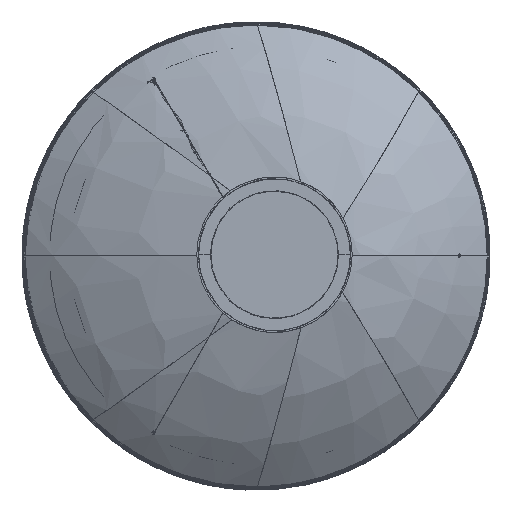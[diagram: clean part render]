
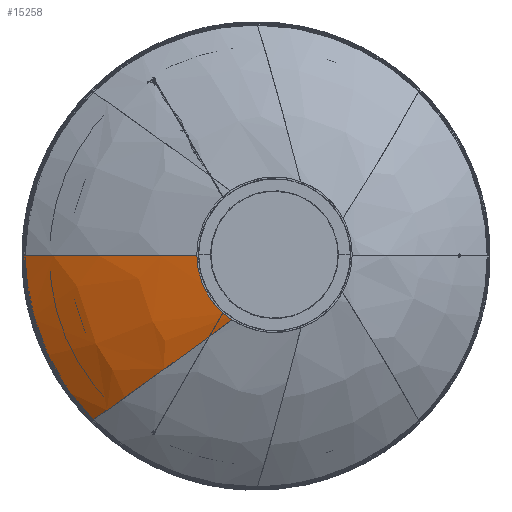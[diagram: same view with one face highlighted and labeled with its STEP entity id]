
A CAD part, top view. The second image highlights one B-rep face of the part: STEP entity #15258.
In plain terms, the highlighted free-form (B-spline) face has degree [5, 5] with [6, 6] control points.
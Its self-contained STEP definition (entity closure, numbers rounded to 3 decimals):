
#42=B_SPLINE_SURFACE_WITH_KNOTS('',5,5,((#79697,#79698,#79699,#79700,#79701,
#79702),(#79703,#79704,#79705,#79706,#79707,#79708),(#79709,#79710,#79711,
#79712,#79713,#79714),(#79715,#79716,#79717,#79718,#79719,#79720),(#79721,
#79722,#79723,#79724,#79725,#79726),(#79727,#79728,#79729,#79730,#79731,
#79732)),.UNSPECIFIED.,.F.,.F.,.F.,(6,6),(6,6),(0.,492.857),
(0.,302.324),.UNSPECIFIED.);
#15258=ADVANCED_FACE('',(#16159),#42,.T.);
#16159=FACE_OUTER_BOUND('',#17078,.T.);
#17078=EDGE_LOOP('',(#19633,#19634,#19635,#19636));
#19633=ORIENTED_EDGE('',*,*,#23872,.F.);
#19634=ORIENTED_EDGE('',*,*,#23873,.F.);
#19635=ORIENTED_EDGE('',*,*,#23874,.F.);
#19636=ORIENTED_EDGE('',*,*,#23871,.F.);
#23871=EDGE_CURVE('',#31631,#31632,#27065,.T.);
#23872=EDGE_CURVE('',#31633,#31631,#27066,.T.);
#23873=EDGE_CURVE('',#31634,#31633,#27067,.T.);
#23874=EDGE_CURVE('',#31632,#31634,#27068,.T.);
#27065=B_SPLINE_CURVE_WITH_KNOTS('',3,(#79737,#79738,#79739,#79740,#79741,
#79742,#79743,#79744,#79745,#79746,#79747,#79748,#79749,#79750,#79751,#79752,
#79753,#79754,#79755,#79756,#79757,#79758,#79759,#79760,#79761,#79762,#79763,
#79764,#79765,#79766,#79767,#79768),.UNSPECIFIED.,.F.,.F.,(4,2,2,2,2,2,
2,1,2,2,1,2,2,2,2,2,4),(-479.745,-419.777,-359.809,
-299.841,-269.857,-254.865,-247.369,
-245.495,-244.558,-244.089,-243.621,
-239.873,-209.888,-179.904,-119.936,
-59.968,0.),.UNSPECIFIED.);
#27066=B_SPLINE_CURVE_WITH_KNOTS('',3,(#79769,#79770,#79771,#79772,#79773,
#79774,#79775,#79776,#79777,#79778,#79779,#79780,#79781,#79782,#79783,#79784,
#79785,#79786),.UNSPECIFIED.,.F.,.F.,(4,2,2,2,2,2,2,2,4),(-296.29,
-287.031,-277.772,-259.253,-222.217,
-148.145,-111.109,-74.072,0.),.UNSPECIFIED.);
#27067=B_SPLINE_CURVE_WITH_KNOTS('',5,(#79787,#79788,#79789,#79790,#79791,
#79792),.UNSPECIFIED.,.F.,.F.,(6,6),(-462.778,0.),
 .UNSPECIFIED.);
#27068=B_SPLINE_CURVE_WITH_KNOTS('',3,(#79793,#79794,#79795,#79796),
 .UNSPECIFIED.,.F.,.F.,(4,4),(-15.357,0.),.UNSPECIFIED.);
#31631=VERTEX_POINT('',#79733);
#31632=VERTEX_POINT('',#79734);
#31633=VERTEX_POINT('',#79735);
#31634=VERTEX_POINT('',#79736);
#79697=CARTESIAN_POINT('',(76.967,0.,128.568));
#79698=CARTESIAN_POINT('',(76.967,-2.993,128.568));
#79699=CARTESIAN_POINT('',(77.543,-5.987,128.569));
#79700=CARTESIAN_POINT('',(78.736,-8.829,128.573));
#79701=CARTESIAN_POINT('',(80.464,-11.343,128.579));
#79702=CARTESIAN_POINT('',(82.604,-13.435,128.585));
#79703=CARTESIAN_POINT('',(15.976,0.,126.854));
#79704=CARTESIAN_POINT('',(15.976,-10.747,126.854));
#79705=CARTESIAN_POINT('',(18.088,-21.502,126.874));
#79706=CARTESIAN_POINT('',(22.387,-31.624,126.921));
#79707=CARTESIAN_POINT('',(28.125,-40.888,126.966));
#79708=CARTESIAN_POINT('',(35.375,-48.82,127.016));
#79709=CARTESIAN_POINT('',(-84.617,0.,117.188));
#79710=CARTESIAN_POINT('',(-84.617,-23.449,117.188));
#79711=CARTESIAN_POINT('',(-80.037,-46.9,117.384));
#79712=CARTESIAN_POINT('',(-70.84,-69.147,117.799));
#79713=CARTESIAN_POINT('',(-57.551,-88.991,118.152));
#79714=CARTESIAN_POINT('',(-41.037,-105.635,118.52));
#79715=CARTESIAN_POINT('',(-195.746,0.001,84.117));
#79716=CARTESIAN_POINT('',(-195.746,-37.251,84.117));
#79717=CARTESIAN_POINT('',(-188.518,-74.475,83.928));
#79718=CARTESIAN_POINT('',(-174.147,-110.148,83.333));
#79719=CARTESIAN_POINT('',(-151.481,-140.883,84.321));
#79720=CARTESIAN_POINT('',(-123.898,-165.897,85.401));
#79721=CARTESIAN_POINT('',(-310.171,0.006,42.986));
#79722=CARTESIAN_POINT('',(-310.172,-51.372,42.986));
#79723=CARTESIAN_POINT('',(-300.172,-102.719,42.784));
#79724=CARTESIAN_POINT('',(-280.294,-151.816,42.209));
#79725=CARTESIAN_POINT('',(-249.459,-194.446,42.796));
#79726=CARTESIAN_POINT('',(-211.734,-229.318,43.418));
#79727=CARTESIAN_POINT('',(-380.,0.,-13.7));
#79728=CARTESIAN_POINT('',(-380.,-59.69,-13.7));
#79729=CARTESIAN_POINT('',(-368.28,-119.381,-13.7));
#79730=CARTESIAN_POINT('',(-344.832,-176.,-13.7));
#79731=CARTESIAN_POINT('',(-310.908,-226.493,-13.7));
#79732=CARTESIAN_POINT('',(-268.7,-268.7,-13.7));
#79733=CARTESIAN_POINT('',(-375.925,0.,-10.459));
#79734=CARTESIAN_POINT('',(76.967,0.,128.568));
#79735=CARTESIAN_POINT('',(-265.395,-266.412,-10.446));
#79736=CARTESIAN_POINT('',(82.604,-13.435,128.585));
#79737=CARTESIAN_POINT('',(-375.925,0.,-10.459));
#79738=CARTESIAN_POINT('',(-366.192,0.,-2.876));
#79739=CARTESIAN_POINT('',(-354.456,0.,5.183));
#79740=CARTESIAN_POINT('',(-326.455,0.,21.873));
#79741=CARTESIAN_POINT('',(-310.185,0.,30.506));
#79742=CARTESIAN_POINT('',(-273.081,0.,47.885));
#79743=CARTESIAN_POINT('',(-252.243,0.,56.633));
#79744=CARTESIAN_POINT('',(-218.007,0.,69.379));
#79745=CARTESIAN_POINT('',(-206.104,0.,73.563));
#79746=CARTESIAN_POINT('',(-187.62,0.,79.671));
#79747=CARTESIAN_POINT('',(-181.353,0.,81.679));
#79748=CARTESIAN_POINT('',(-171.814,0.,84.639));
#79749=CARTESIAN_POINT('',(-168.611,0.,85.616));
#79750=CARTESIAN_POINT('',(-164.579,0.,86.827));
#79751=CARTESIAN_POINT('',(-163.368,0.,87.189));
#79752=CARTESIAN_POINT('',(-162.154,0.,87.55));
#79753=CARTESIAN_POINT('',(-161.546,0.,87.73));
#79754=CARTESIAN_POINT('',(-161.379,0.,87.779));
#79755=CARTESIAN_POINT('',(-160.793,0.,87.952));
#79756=CARTESIAN_POINT('',(-158.161,0.,88.73));
#79757=CARTESIAN_POINT('',(-155.548,0.,89.491));
#79758=CARTESIAN_POINT('',(-134.788,0.,95.466));
#79759=CARTESIAN_POINT('',(-117.369,0.,99.963));
#79760=CARTESIAN_POINT('',(-84.928,0.,107.613));
#79761=CARTESIAN_POINT('',(-69.902,0.,110.766));
#79762=CARTESIAN_POINT('',(-28.525,0.,118.636));
#79763=CARTESIAN_POINT('',(-5.918,0.,121.785));
#79764=CARTESIAN_POINT('',(30.434,0.,125.941));
#79765=CARTESIAN_POINT('',(44.224,0.,126.957));
#79766=CARTESIAN_POINT('',(65.1,0.,128.207));
#79767=CARTESIAN_POINT('',(72.219,0.,128.434));
#79768=CARTESIAN_POINT('',(76.967,0.,128.568));
#79769=CARTESIAN_POINT('',(-265.395,-266.412,-10.446));
#79770=CARTESIAN_POINT('',(-267.565,-264.247,-10.446));
#79771=CARTESIAN_POINT('',(-269.769,-261.994,-10.446));
#79772=CARTESIAN_POINT('',(-274.057,-257.5,-10.447));
#79773=CARTESIAN_POINT('',(-276.172,-255.227,-10.447));
#79774=CARTESIAN_POINT('',(-282.432,-248.332,-10.447));
#79775=CARTESIAN_POINT('',(-286.491,-243.632,-10.448));
#79776=CARTESIAN_POINT('',(-298.324,-229.225,-10.449));
#79777=CARTESIAN_POINT('',(-305.705,-219.266,-10.45));
#79778=CARTESIAN_POINT('',(-326.207,-188.576,-10.452));
#79779=CARTESIAN_POINT('',(-337.775,-166.953,-10.453));
#79780=CARTESIAN_POINT('',(-351.953,-132.759,-10.455));
#79781=CARTESIAN_POINT('',(-356.161,-121.003,-10.456));
#79782=CARTESIAN_POINT('',(-363.329,-97.35,-10.457));
#79783=CARTESIAN_POINT('',(-366.31,-85.421,-10.458));
#79784=CARTESIAN_POINT('',(-373.484,-49.332,-10.459));
#79785=CARTESIAN_POINT('',(-375.925,-24.874,-10.459));
#79786=CARTESIAN_POINT('',(-375.925,0.,-10.459));
#79787=CARTESIAN_POINT('',(82.604,-13.435,128.585));
#79788=CARTESIAN_POINT('',(35.917,-48.415,127.034));
#79789=CARTESIAN_POINT('',(-39.289,-104.335,118.714));
#79790=CARTESIAN_POINT('',(-121.051,-163.826,86.53));
#79791=CARTESIAN_POINT('',(-207.71,-226.413,45.336));
#79792=CARTESIAN_POINT('',(-265.395,-266.412,-10.446));
#79793=CARTESIAN_POINT('',(76.967,0.,128.568));
#79794=CARTESIAN_POINT('',(76.967,-5.031,128.568));
#79795=CARTESIAN_POINT('',(79.01,-9.922,128.575));
#79796=CARTESIAN_POINT('',(82.604,-13.435,128.585));
